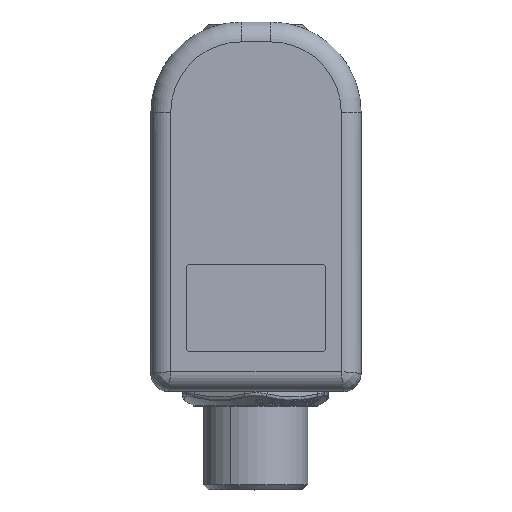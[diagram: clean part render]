
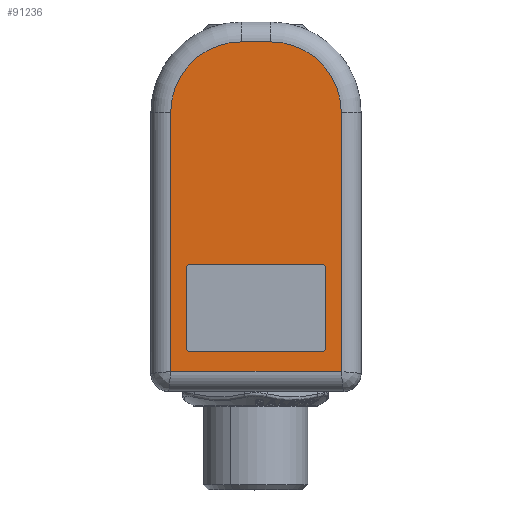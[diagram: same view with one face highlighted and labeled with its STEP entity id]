
A CAD part, top view. The second image highlights one B-rep face of the part: STEP entity #91236.
In plain terms, the highlighted planar face has unit normal (0, 0, 1).
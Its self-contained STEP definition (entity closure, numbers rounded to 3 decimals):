
#90945=CARTESIAN_POINT('Vertex',(-17.405,-2.856,87.3)) ;
#90952=CARTESIAN_POINT('Vertex',(-16.405,-1.856,87.3)) ;
#90955=CARTESIAN_POINT('Axis2P3D Location',(-16.405,-2.856,87.3)) ;
#90972=CARTESIAN_POINT('Line Origine',(-17.405,-12.856,87.3)) ;
#90976=CARTESIAN_POINT('Vertex',(-17.405,-22.856,87.3)) ;
#91000=CARTESIAN_POINT('Vertex',(-16.405,-23.856,87.3)) ;
#91003=CARTESIAN_POINT('Axis2P3D Location',(-16.405,-22.856,87.3)) ;
#91024=CARTESIAN_POINT('Vertex',(16.595,-23.856,87.3)) ;
#91027=CARTESIAN_POINT('Line Origine',(0.095,-23.856,87.3)) ;
#91048=CARTESIAN_POINT('Vertex',(17.595,-22.856,87.3)) ;
#91051=CARTESIAN_POINT('Axis2P3D Location',(16.595,-22.856,87.3)) ;
#91068=CARTESIAN_POINT('Line Origine',(17.595,-12.856,87.3)) ;
#91072=CARTESIAN_POINT('Vertex',(17.595,-2.856,87.3)) ;
#91096=CARTESIAN_POINT('Vertex',(16.595,-1.856,87.3)) ;
#91099=CARTESIAN_POINT('Axis2P3D Location',(16.595,-2.856,87.3)) ;
#91116=CARTESIAN_POINT('Line Origine',(0.095,-1.856,87.3)) ;
#91171=CARTESIAN_POINT('Axis2P3D Location',(0.095,0.094,87.3)) ;
#91176=CARTESIAN_POINT('Line Origine',(0.095,-28.856,87.3)) ;
#91180=CARTESIAN_POINT('Vertex',(21.545,-28.856,87.3)) ;
#91182=CARTESIAN_POINT('Vertex',(-21.355,-28.856,87.3)) ;
#91185=CARTESIAN_POINT('Line Origine',(21.545,3.719,87.3)) ;
#91189=CARTESIAN_POINT('Vertex',(21.545,36.294,87.3)) ;
#91192=CARTESIAN_POINT('Axis2P3D Location',(3.795,36.294,87.3)) ;
#91196=CARTESIAN_POINT('Vertex',(3.795,54.044,87.3)) ;
#91199=CARTESIAN_POINT('Line Origine',(0.095,54.044,87.3)) ;
#91203=CARTESIAN_POINT('Vertex',(-3.605,54.044,87.3)) ;
#91206=CARTESIAN_POINT('Axis2P3D Location',(-3.605,36.294,87.3)) ;
#91210=CARTESIAN_POINT('Vertex',(-21.355,36.294,87.3)) ;
#91213=CARTESIAN_POINT('Line Origine',(-21.355,3.719,87.3)) ;
#90956=DIRECTION('Axis2P3D Direction',(0.,0.,-1.)) ;
#90973=DIRECTION('Vector Direction',(0.,-1.,0.)) ;
#91004=DIRECTION('Axis2P3D Direction',(0.,0.,-1.)) ;
#91028=DIRECTION('Vector Direction',(-1.,0.,0.)) ;
#91052=DIRECTION('Axis2P3D Direction',(0.,0.,-1.)) ;
#91069=DIRECTION('Vector Direction',(0.,1.,0.)) ;
#91100=DIRECTION('Axis2P3D Direction',(0.,0.,-1.)) ;
#91117=DIRECTION('Vector Direction',(1.,0.,0.)) ;
#91172=DIRECTION('Axis2P3D Direction',(0.,0.,-1.)) ;
#91173=DIRECTION('Axis2P3D XDirection',(1.,0.,0.)) ;
#91177=DIRECTION('Vector Direction',(1.,0.,0.)) ;
#91186=DIRECTION('Vector Direction',(0.,-1.,0.)) ;
#91193=DIRECTION('Axis2P3D Direction',(0.,0.,-1.)) ;
#91200=DIRECTION('Vector Direction',(1.,0.,0.)) ;
#91207=DIRECTION('Axis2P3D Direction',(0.,0.,-1.)) ;
#91214=DIRECTION('Vector Direction',(0.,-1.,0.)) ;
#90957=AXIS2_PLACEMENT_3D('Circle Axis2P3D',#90955,#90956,$) ;
#91005=AXIS2_PLACEMENT_3D('Circle Axis2P3D',#91003,#91004,$) ;
#91053=AXIS2_PLACEMENT_3D('Circle Axis2P3D',#91051,#91052,$) ;
#91101=AXIS2_PLACEMENT_3D('Circle Axis2P3D',#91099,#91100,$) ;
#91174=AXIS2_PLACEMENT_3D('Plane Axis2P3D',#91171,#91172,#91173) ;
#91194=AXIS2_PLACEMENT_3D('Circle Axis2P3D',#91192,#91193,$) ;
#91208=AXIS2_PLACEMENT_3D('Circle Axis2P3D',#91206,#91207,$) ;
#91219=ORIENTED_EDGE('',*,*,#91184,.F.) ;
#91220=ORIENTED_EDGE('',*,*,#91191,.F.) ;
#91221=ORIENTED_EDGE('',*,*,#91198,.F.) ;
#91222=ORIENTED_EDGE('',*,*,#91205,.F.) ;
#91223=ORIENTED_EDGE('',*,*,#91212,.F.) ;
#91224=ORIENTED_EDGE('',*,*,#91217,.F.) ;
#91227=ORIENTED_EDGE('',*,*,#91120,.F.) ;
#91228=ORIENTED_EDGE('',*,*,#91103,.T.) ;
#91229=ORIENTED_EDGE('',*,*,#91074,.F.) ;
#91230=ORIENTED_EDGE('',*,*,#91055,.T.) ;
#91231=ORIENTED_EDGE('',*,*,#91031,.F.) ;
#91232=ORIENTED_EDGE('',*,*,#91007,.T.) ;
#91233=ORIENTED_EDGE('',*,*,#90978,.F.) ;
#91234=ORIENTED_EDGE('',*,*,#90959,.T.) ;
#91235=FACE_BOUND('',#91226,.T.) ;
#90974=VECTOR('Line Direction',#90973,1.) ;
#91029=VECTOR('Line Direction',#91028,1.) ;
#91070=VECTOR('Line Direction',#91069,1.) ;
#91118=VECTOR('Line Direction',#91117,1.) ;
#91178=VECTOR('Line Direction',#91177,1.) ;
#91187=VECTOR('Line Direction',#91186,1.) ;
#91201=VECTOR('Line Direction',#91200,1.) ;
#91215=VECTOR('Line Direction',#91214,1.) ;
#91236=ADVANCED_FACE('PartBody',(#91225,#91235),#91175,.F.) ;
#90958=CIRCLE('generated circle',#90957,1.) ;
#91006=CIRCLE('generated circle',#91005,1.) ;
#91054=CIRCLE('generated circle',#91053,1.) ;
#91102=CIRCLE('generated circle',#91101,1.) ;
#91195=CIRCLE('generated circle',#91194,17.75) ;
#91209=CIRCLE('generated circle',#91208,17.75) ;
#90959=EDGE_CURVE('',#90946,#90953,#90958,.T.) ;
#90978=EDGE_CURVE('',#90946,#90977,#90975,.T.) ;
#91007=EDGE_CURVE('',#91001,#90977,#91006,.T.) ;
#91031=EDGE_CURVE('',#91001,#91025,#91030,.F.) ;
#91055=EDGE_CURVE('',#91049,#91025,#91054,.T.) ;
#91074=EDGE_CURVE('',#91049,#91073,#91071,.T.) ;
#91103=EDGE_CURVE('',#91097,#91073,#91102,.T.) ;
#91120=EDGE_CURVE('',#91097,#90953,#91119,.F.) ;
#91184=EDGE_CURVE('',#91181,#91183,#91179,.F.) ;
#91191=EDGE_CURVE('',#91190,#91181,#91188,.T.) ;
#91198=EDGE_CURVE('',#91197,#91190,#91195,.T.) ;
#91205=EDGE_CURVE('',#91204,#91197,#91202,.T.) ;
#91212=EDGE_CURVE('',#91211,#91204,#91209,.T.) ;
#91217=EDGE_CURVE('',#91183,#91211,#91216,.F.) ;
#91218=EDGE_LOOP('',(#91219,#91220,#91221,#91222,#91223,#91224)) ;
#91226=EDGE_LOOP('',(#91227,#91228,#91229,#91230,#91231,#91232,#91233,#91234)) ;
#91225=FACE_OUTER_BOUND('',#91218,.T.) ;
#90975=LINE('Line',#90972,#90974) ;
#91030=LINE('Line',#91027,#91029) ;
#91071=LINE('Line',#91068,#91070) ;
#91119=LINE('Line',#91116,#91118) ;
#91179=LINE('Line',#91176,#91178) ;
#91188=LINE('Line',#91185,#91187) ;
#91202=LINE('Line',#91199,#91201) ;
#91216=LINE('Line',#91213,#91215) ;
#91175=PLANE('',#91174) ;
#90946=VERTEX_POINT('',#90945) ;
#90953=VERTEX_POINT('',#90952) ;
#90977=VERTEX_POINT('',#90976) ;
#91001=VERTEX_POINT('',#91000) ;
#91025=VERTEX_POINT('',#91024) ;
#91049=VERTEX_POINT('',#91048) ;
#91073=VERTEX_POINT('',#91072) ;
#91097=VERTEX_POINT('',#91096) ;
#91181=VERTEX_POINT('',#91180) ;
#91183=VERTEX_POINT('',#91182) ;
#91190=VERTEX_POINT('',#91189) ;
#91197=VERTEX_POINT('',#91196) ;
#91204=VERTEX_POINT('',#91203) ;
#91211=VERTEX_POINT('',#91210) ;
